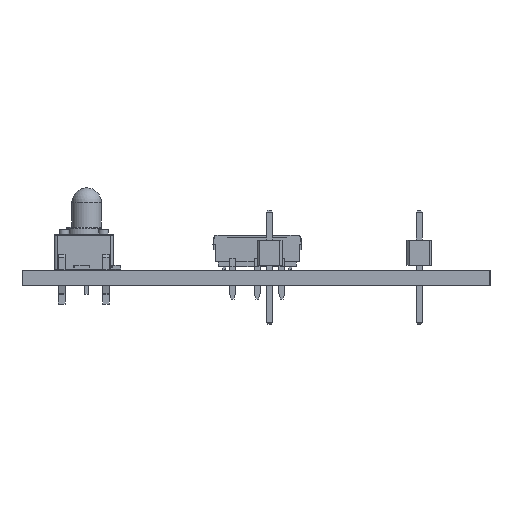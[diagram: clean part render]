
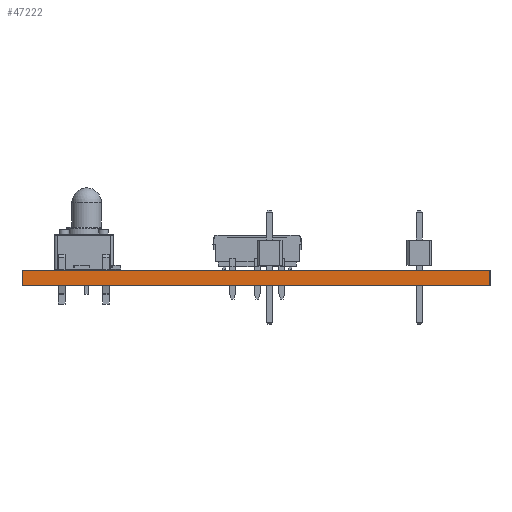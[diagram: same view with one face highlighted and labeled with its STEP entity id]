
A CAD part, left-side view. The second image highlights one B-rep face of the part: STEP entity #47222.
In plain terms, the highlighted planar face has unit normal (-1, 0, 0).
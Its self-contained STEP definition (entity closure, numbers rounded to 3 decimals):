
#47106 = EDGE_CURVE('',#47107,#47109,#47111,.T.);
#47107 = VERTEX_POINT('',#47108);
#47108 = CARTESIAN_POINT('',(10.5,3.,0.));
#47109 = VERTEX_POINT('',#47110);
#47110 = CARTESIAN_POINT('',(10.5,3.,1.6));
#47111 = SURFACE_CURVE('',#47112,(#47116,#47128),.PCURVE_S1.);
#47112 = LINE('',#47113,#47114);
#47113 = CARTESIAN_POINT('',(10.5,3.,0.));
#47114 = VECTOR('',#47115,1.);
#47115 = DIRECTION('',(0.,0.,1.));
#47116 = PCURVE('',#47117,#47122);
#47117 = PLANE('',#47118);
#47118 = AXIS2_PLACEMENT_3D('',#47119,#47120,#47121);
#47119 = CARTESIAN_POINT('',(10.5,3.,0.));
#47120 = DIRECTION('',(0.,1.,0.));
#47121 = DIRECTION('',(1.,0.,0.));
#47122 = DEFINITIONAL_REPRESENTATION('',(#47123),#47127);
#47123 = LINE('',#47124,#47125);
#47124 = CARTESIAN_POINT('',(0.,0.));
#47125 = VECTOR('',#47126,1.);
#47126 = DIRECTION('',(0.,-1.));
#47127 = ( GEOMETRIC_REPRESENTATION_CONTEXT(2) 
PARAMETRIC_REPRESENTATION_CONTEXT() REPRESENTATION_CONTEXT('2D SPACE',''
  ) );
#47128 = PCURVE('',#47129,#47134);
#47129 = PLANE('',#47130);
#47130 = AXIS2_PLACEMENT_3D('',#47131,#47132,#47133);
#47131 = CARTESIAN_POINT('',(10.5,-44.5,0.));
#47132 = DIRECTION('',(-1.,0.,0.));
#47133 = DIRECTION('',(0.,1.,0.));
#47134 = DEFINITIONAL_REPRESENTATION('',(#47135),#47139);
#47135 = LINE('',#47136,#47137);
#47136 = CARTESIAN_POINT('',(47.5,0.));
#47137 = VECTOR('',#47138,1.);
#47138 = DIRECTION('',(0.,-1.));
#47139 = ( GEOMETRIC_REPRESENTATION_CONTEXT(2) 
PARAMETRIC_REPRESENTATION_CONTEXT() REPRESENTATION_CONTEXT('2D SPACE',''
  ) );
#47157 = PLANE('',#47158);
#47158 = AXIS2_PLACEMENT_3D('',#47159,#47160,#47161);
#47159 = CARTESIAN_POINT('',(51.75,-20.75,1.6));
#47160 = DIRECTION('',(0.,0.,-1.));
#47161 = DIRECTION('',(-1.,0.,0.));
#47211 = PLANE('',#47212);
#47212 = AXIS2_PLACEMENT_3D('',#47213,#47214,#47215);
#47213 = CARTESIAN_POINT('',(51.75,-20.75,0.));
#47214 = DIRECTION('',(0.,0.,-1.));
#47215 = DIRECTION('',(-1.,0.,0.));
#47222 = ADVANCED_FACE('',(#47223),#47129,.T.);
#47223 = FACE_BOUND('',#47224,.T.);
#47224 = EDGE_LOOP('',(#47225,#47255,#47276,#47277));
#47225 = ORIENTED_EDGE('',*,*,#47226,.T.);
#47226 = EDGE_CURVE('',#47227,#47229,#47231,.T.);
#47227 = VERTEX_POINT('',#47228);
#47228 = CARTESIAN_POINT('',(10.5,-44.5,0.));
#47229 = VERTEX_POINT('',#47230);
#47230 = CARTESIAN_POINT('',(10.5,-44.5,1.6));
#47231 = SURFACE_CURVE('',#47232,(#47236,#47243),.PCURVE_S1.);
#47232 = LINE('',#47233,#47234);
#47233 = CARTESIAN_POINT('',(10.5,-44.5,0.));
#47234 = VECTOR('',#47235,1.);
#47235 = DIRECTION('',(0.,0.,1.));
#47236 = PCURVE('',#47129,#47237);
#47237 = DEFINITIONAL_REPRESENTATION('',(#47238),#47242);
#47238 = LINE('',#47239,#47240);
#47239 = CARTESIAN_POINT('',(0.,0.));
#47240 = VECTOR('',#47241,1.);
#47241 = DIRECTION('',(0.,-1.));
#47242 = ( GEOMETRIC_REPRESENTATION_CONTEXT(2) 
PARAMETRIC_REPRESENTATION_CONTEXT() REPRESENTATION_CONTEXT('2D SPACE',''
  ) );
#47243 = PCURVE('',#47244,#47249);
#47244 = PLANE('',#47245);
#47245 = AXIS2_PLACEMENT_3D('',#47246,#47247,#47248);
#47246 = CARTESIAN_POINT('',(93.,-44.5,0.));
#47247 = DIRECTION('',(0.,-1.,0.));
#47248 = DIRECTION('',(-1.,0.,0.));
#47249 = DEFINITIONAL_REPRESENTATION('',(#47250),#47254);
#47250 = LINE('',#47251,#47252);
#47251 = CARTESIAN_POINT('',(82.5,0.));
#47252 = VECTOR('',#47253,1.);
#47253 = DIRECTION('',(0.,-1.));
#47254 = ( GEOMETRIC_REPRESENTATION_CONTEXT(2) 
PARAMETRIC_REPRESENTATION_CONTEXT() REPRESENTATION_CONTEXT('2D SPACE',''
  ) );
#47255 = ORIENTED_EDGE('',*,*,#47256,.T.);
#47256 = EDGE_CURVE('',#47229,#47109,#47257,.T.);
#47257 = SURFACE_CURVE('',#47258,(#47262,#47269),.PCURVE_S1.);
#47258 = LINE('',#47259,#47260);
#47259 = CARTESIAN_POINT('',(10.5,-44.5,1.6));
#47260 = VECTOR('',#47261,1.);
#47261 = DIRECTION('',(0.,1.,0.));
#47262 = PCURVE('',#47129,#47263);
#47263 = DEFINITIONAL_REPRESENTATION('',(#47264),#47268);
#47264 = LINE('',#47265,#47266);
#47265 = CARTESIAN_POINT('',(0.,-1.6));
#47266 = VECTOR('',#47267,1.);
#47267 = DIRECTION('',(1.,0.));
#47268 = ( GEOMETRIC_REPRESENTATION_CONTEXT(2) 
PARAMETRIC_REPRESENTATION_CONTEXT() REPRESENTATION_CONTEXT('2D SPACE',''
  ) );
#47269 = PCURVE('',#47157,#47270);
#47270 = DEFINITIONAL_REPRESENTATION('',(#47271),#47275);
#47271 = LINE('',#47272,#47273);
#47272 = CARTESIAN_POINT('',(41.25,-23.75));
#47273 = VECTOR('',#47274,1.);
#47274 = DIRECTION('',(0.,1.));
#47275 = ( GEOMETRIC_REPRESENTATION_CONTEXT(2) 
PARAMETRIC_REPRESENTATION_CONTEXT() REPRESENTATION_CONTEXT('2D SPACE',''
  ) );
#47276 = ORIENTED_EDGE('',*,*,#47106,.F.);
#47277 = ORIENTED_EDGE('',*,*,#47278,.F.);
#47278 = EDGE_CURVE('',#47227,#47107,#47279,.T.);
#47279 = SURFACE_CURVE('',#47280,(#47284,#47291),.PCURVE_S1.);
#47280 = LINE('',#47281,#47282);
#47281 = CARTESIAN_POINT('',(10.5,-44.5,0.));
#47282 = VECTOR('',#47283,1.);
#47283 = DIRECTION('',(0.,1.,0.));
#47284 = PCURVE('',#47129,#47285);
#47285 = DEFINITIONAL_REPRESENTATION('',(#47286),#47290);
#47286 = LINE('',#47287,#47288);
#47287 = CARTESIAN_POINT('',(0.,0.));
#47288 = VECTOR('',#47289,1.);
#47289 = DIRECTION('',(1.,0.));
#47290 = ( GEOMETRIC_REPRESENTATION_CONTEXT(2) 
PARAMETRIC_REPRESENTATION_CONTEXT() REPRESENTATION_CONTEXT('2D SPACE',''
  ) );
#47291 = PCURVE('',#47211,#47292);
#47292 = DEFINITIONAL_REPRESENTATION('',(#47293),#47297);
#47293 = LINE('',#47294,#47295);
#47294 = CARTESIAN_POINT('',(41.25,-23.75));
#47295 = VECTOR('',#47296,1.);
#47296 = DIRECTION('',(0.,1.));
#47297 = ( GEOMETRIC_REPRESENTATION_CONTEXT(2) 
PARAMETRIC_REPRESENTATION_CONTEXT() REPRESENTATION_CONTEXT('2D SPACE',''
  ) );
